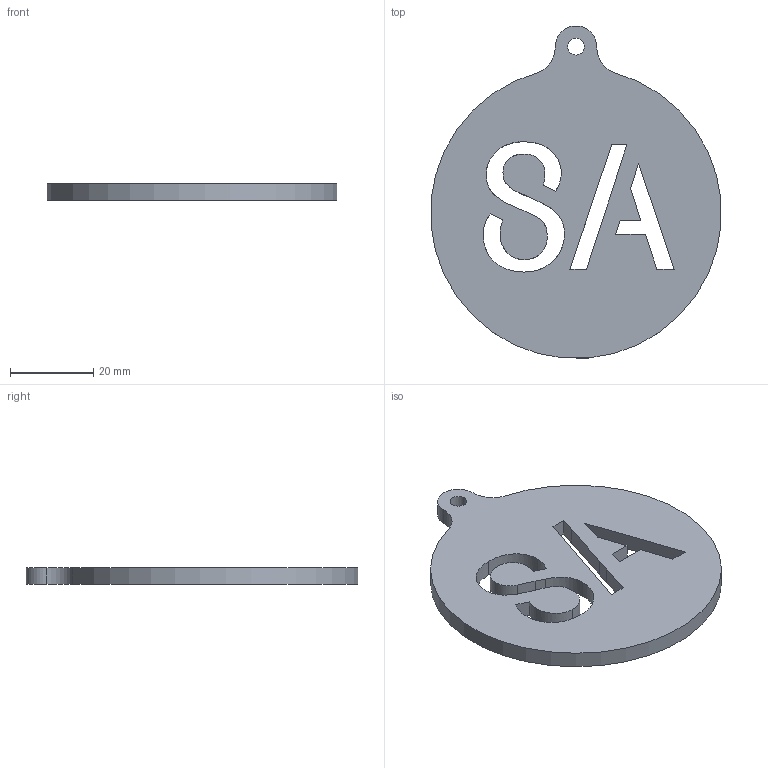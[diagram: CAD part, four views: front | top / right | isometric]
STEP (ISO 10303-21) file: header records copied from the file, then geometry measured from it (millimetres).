
FILE_DESCRIPTION(/* description */ (''),/* implementation_level */ '2;1');
FILE_NAME(/* name */ '',/* time_stamp */ '2025-01-16T12:16:25+03:00',/* author */ ('Phantom'),/* organization */ (''),/* preprocessor_version */ 'ST-DEVELOPER v20',/* originating_system */ 'Autodesk Inventor 2025',/* authorisation */ '');
FILE_SCHEMA (('AUTOMOTIVE_DESIGN { 1 0 10303 214 3 1 1 }'));
Length unit declared in the file: millimetre
Products named in the file (1): Деталь1
Bounding box: 69.74 x 79.85 x 4 mm (x, y, z)
Volume: 13741.6 mm3; surface area: 9051.1 mm2
Topology: 1 solids, 1 shells, 45 faces, 129 edges, 86 vertices
Faces by surface type: plane 21, bspline 19, cylinder 5
Full cylindrical faces by diameter (mm): 4 x1
Entity records: 1634 total; most frequent: CARTESIAN_POINT 524, ORIENTED_EDGE 258, DIRECTION 151, EDGE_CURVE 129, VERTEX_POINT 86, LINE 77, VECTOR 77, EDGE_LOOP 53
